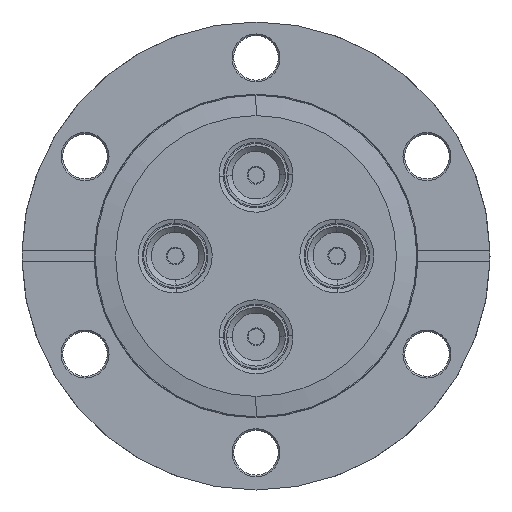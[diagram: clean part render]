
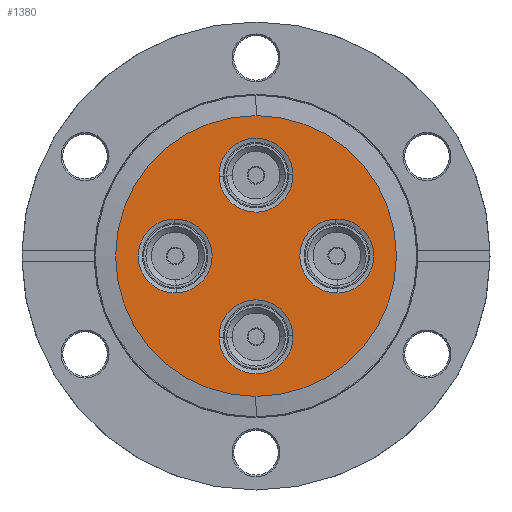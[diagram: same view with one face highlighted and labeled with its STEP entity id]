
A CAD part, front view. The second image highlights one B-rep face of the part: STEP entity #1380.
In plain terms, the highlighted planar face has unit normal (0, -1, 0).
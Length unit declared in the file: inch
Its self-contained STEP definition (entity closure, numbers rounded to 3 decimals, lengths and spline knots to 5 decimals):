
#592 = EDGE_CURVE ( 'NONE', #3801, #3779, #5826, .T. ) ;
#750 = AXIS2_PLACEMENT_3D ( 'NONE', #1055, #1051, #1057 ) ;
#860 = CARTESIAN_POINT ( 'NONE',  ( 0., -0.454, 0.475 ) ) ;
#861 = DIRECTION ( 'NONE',  ( 0., 1., 0. ) ) ;
#862 = DIRECTION ( 'NONE',  ( 1., 0., 0.03 ) ) ;
#890 = VERTEX_POINT ( 'NONE', #3667 ) ;
#904 = VERTEX_POINT ( 'NONE', #3681 ) ;
#1051 = DIRECTION ( 'NONE',  ( 0., -1., 0. ) ) ;
#1053 = PLANE ( 'NONE',  #750 ) ;
#1055 = CARTESIAN_POINT ( 'NONE',  ( 0., -0.454, 0. ) ) ;
#1057 = DIRECTION ( 'NONE',  ( 0., 0., 1. ) ) ;
#1151 = AXIS2_PLACEMENT_3D ( 'NONE', #860, #861, #862 ) ;
#1207 = EDGE_CURVE ( 'NONE', #4000, #4053, #5882, .T. ) ;
#1380 = ADVANCED_FACE ( 'NONE', ( #7620, #7639, #7637, #7636, #7635 ), #1053, .T. ) ;
#1596 = AXIS2_PLACEMENT_3D ( 'NONE', #3719, #3720, #3721 ) ;
#1631 = CARTESIAN_POINT ( 'NONE',  ( 0., -0.454, -0.475 ) ) ;
#1632 = DIRECTION ( 'NONE',  ( 0., 1., 0. ) ) ;
#1633 = DIRECTION ( 'NONE',  ( -1., 0., -0.03 ) ) ;
#1649 = CARTESIAN_POINT ( 'NONE',  ( 0., -0.454, -0.475 ) ) ;
#1650 = DIRECTION ( 'NONE',  ( 0., 1., 0. ) ) ;
#1651 = DIRECTION ( 'NONE',  ( -1., 0., -0.03 ) ) ;
#1702 = CARTESIAN_POINT ( 'NONE',  ( 0., -0.454, 0. ) ) ;
#1703 = DIRECTION ( 'NONE',  ( 0., -1., 0. ) ) ;
#1704 = DIRECTION ( 'NONE',  ( 0., 0., 1. ) ) ;
#1773 = CARTESIAN_POINT ( 'NONE',  ( 0.475, -0.454, 0. ) ) ;
#1774 = DIRECTION ( 'NONE',  ( 0., 1., 0. ) ) ;
#1775 = DIRECTION ( 'NONE',  ( 0.03, 0., -1. ) ) ;
#1878 = CARTESIAN_POINT ( 'NONE',  ( 0., -0.454, 0. ) ) ;
#1879 = DIRECTION ( 'NONE',  ( 0., -1., 0. ) ) ;
#1880 = DIRECTION ( 'NONE',  ( 0., 0., 1. ) ) ;
#2410 = EDGE_CURVE ( 'NONE', #3237, #3898, #4650, .T. ) ;
#2475 = CIRCLE ( 'NONE', #8462, 0.2175 ) ;
#2490 = CIRCLE ( 'NONE', #8466, 0.2175 ) ;
#2589 = CIRCLE ( 'NONE', #8501, 0.2175 ) ;
#2595 = CIRCLE ( 'NONE', #5365, 0.2175 ) ;
#2625 = CIRCLE ( 'NONE', #5092, 0.825 ) ;
#2679 = CIRCLE ( 'NONE', #5102, 0.2175 ) ;
#2728 = CIRCLE ( 'NONE', #5131, 0.825 ) ;
#2775 = ORIENTED_EDGE ( 'NONE', *, *, #2410, .T. ) ;
#2779 = ORIENTED_EDGE ( 'NONE', *, *, #6952, .T. ) ;
#2780 = ORIENTED_EDGE ( 'NONE', *, *, #6882, .T. ) ;
#2781 = ORIENTED_EDGE ( 'NONE', *, *, #6855, .T. ) ;
#2782 = ORIENTED_EDGE ( 'NONE', *, *, #6862, .T. ) ;
#2784 = ORIENTED_EDGE ( 'NONE', *, *, #1207, .T. ) ;
#2785 = ORIENTED_EDGE ( 'NONE', *, *, #6788, .T. ) ;
#2786 = ORIENTED_EDGE ( 'NONE', *, *, #6913, .T. ) ;
#2787 = ORIENTED_EDGE ( 'NONE', *, *, #592, .T. ) ;
#2788 = ORIENTED_EDGE ( 'NONE', *, *, #6780, .T. ) ;
#3138 = EDGE_LOOP ( 'NONE', ( #2775, #2786 ) ) ;
#3142 = EDGE_LOOP ( 'NONE', ( #2781, #2782 ) ) ;
#3145 = EDGE_LOOP ( 'NONE', ( #2784, #2785 ) ) ;
#3149 = EDGE_LOOP ( 'NONE', ( #2787, #2788 ) ) ;
#3157 = EDGE_LOOP ( 'NONE', ( #2779, #2780 ) ) ;
#3237 = VERTEX_POINT ( 'NONE', #4375 ) ;
#3667 = CARTESIAN_POINT ( 'NONE',  ( 0., -0.454, -0.825 ) ) ;
#3681 = CARTESIAN_POINT ( 'NONE',  ( 0., -0.454, 0.825 ) ) ;
#3719 = CARTESIAN_POINT ( 'NONE',  ( -0.475, -0.454, 0. ) ) ;
#3720 = DIRECTION ( 'NONE',  ( 0., 1., 0. ) ) ;
#3721 = DIRECTION ( 'NONE',  ( -0.03, 0., 1. ) ) ;
#3779 = VERTEX_POINT ( 'NONE', #4421 ) ;
#3794 = VERTEX_POINT ( 'NONE', #4436 ) ;
#3801 = VERTEX_POINT ( 'NONE', #4443 ) ;
#3806 = VERTEX_POINT ( 'NONE', #4448 ) ;
#3898 = VERTEX_POINT ( 'NONE', #4823 ) ;
#4000 = VERTEX_POINT ( 'NONE', #4925 ) ;
#4053 = VERTEX_POINT ( 'NONE', #4978 ) ;
#4375 = CARTESIAN_POINT ( 'NONE',  ( 0.48147, -0.454, -0.2174 ) ) ;
#4421 = CARTESIAN_POINT ( 'NONE',  ( -0.2174, -0.454, 0.46853 ) ) ;
#4436 = CARTESIAN_POINT ( 'NONE',  ( 0.2174, -0.454, -0.46853 ) ) ;
#4443 = CARTESIAN_POINT ( 'NONE',  ( 0.2174, -0.454, 0.48147 ) ) ;
#4448 = CARTESIAN_POINT ( 'NONE',  ( -0.2174, -0.454, -0.48147 ) ) ;
#4650 = CIRCLE ( 'NONE', #8407, 0.2175 ) ;
#4823 = CARTESIAN_POINT ( 'NONE',  ( 0.46853, -0.454, 0.2174 ) ) ;
#4925 = CARTESIAN_POINT ( 'NONE',  ( -0.48147, -0.454, 0.2174 ) ) ;
#4978 = CARTESIAN_POINT ( 'NONE',  ( -0.46853, -0.454, -0.2174 ) ) ;
#5092 = AXIS2_PLACEMENT_3D ( 'NONE', #1702, #1703, #1704 ) ;
#5102 = AXIS2_PLACEMENT_3D ( 'NONE', #1773, #1774, #1775 ) ;
#5131 = AXIS2_PLACEMENT_3D ( 'NONE', #1878, #1879, #1880 ) ;
#5365 = AXIS2_PLACEMENT_3D ( 'NONE', #1649, #1650, #1651 ) ;
#5456 = CARTESIAN_POINT ( 'NONE',  ( 0.475, -0.454, 0. ) ) ;
#5457 = DIRECTION ( 'NONE',  ( 0., 1., 0. ) ) ;
#5458 = DIRECTION ( 'NONE',  ( 0.03, 0., -1. ) ) ;
#5826 = CIRCLE ( 'NONE', #1151, 0.2175 ) ;
#5882 = CIRCLE ( 'NONE', #1596, 0.2175 ) ;
#6350 = CARTESIAN_POINT ( 'NONE',  ( 0., -0.454, 0.475 ) ) ;
#6351 = DIRECTION ( 'NONE',  ( 0., 1., 0. ) ) ;
#6352 = DIRECTION ( 'NONE',  ( 1., 0., 0.03 ) ) ;
#6369 = CARTESIAN_POINT ( 'NONE',  ( -0.475, -0.454, 0. ) ) ;
#6370 = DIRECTION ( 'NONE',  ( 0., 1., 0. ) ) ;
#6371 = DIRECTION ( 'NONE',  ( -0.03, 0., 1. ) ) ;
#6780 = EDGE_CURVE ( 'NONE', #3779, #3801, #2475, .T. ) ;
#6788 = EDGE_CURVE ( 'NONE', #4053, #4000, #2490, .T. ) ;
#6855 = EDGE_CURVE ( 'NONE', #3806, #3794, #2589, .T. ) ;
#6862 = EDGE_CURVE ( 'NONE', #3794, #3806, #2595, .T. ) ;
#6882 = EDGE_CURVE ( 'NONE', #890, #904, #2625, .T. ) ;
#6913 = EDGE_CURVE ( 'NONE', #3898, #3237, #2679, .T. ) ;
#6952 = EDGE_CURVE ( 'NONE', #904, #890, #2728, .T. ) ;
#7620 = FACE_OUTER_BOUND ( 'NONE', #3157, .T. ) ;
#7635 = FACE_BOUND ( 'NONE', #3138, .T. ) ;
#7636 = FACE_BOUND ( 'NONE', #3149, .T. ) ;
#7637 = FACE_BOUND ( 'NONE', #3145, .T. ) ;
#7639 = FACE_BOUND ( 'NONE', #3142, .T. ) ;
#8407 = AXIS2_PLACEMENT_3D ( 'NONE', #5456, #5457, #5458 ) ;
#8462 = AXIS2_PLACEMENT_3D ( 'NONE', #6350, #6351, #6352 ) ;
#8466 = AXIS2_PLACEMENT_3D ( 'NONE', #6369, #6370, #6371 ) ;
#8501 = AXIS2_PLACEMENT_3D ( 'NONE', #1631, #1632, #1633 ) ;
